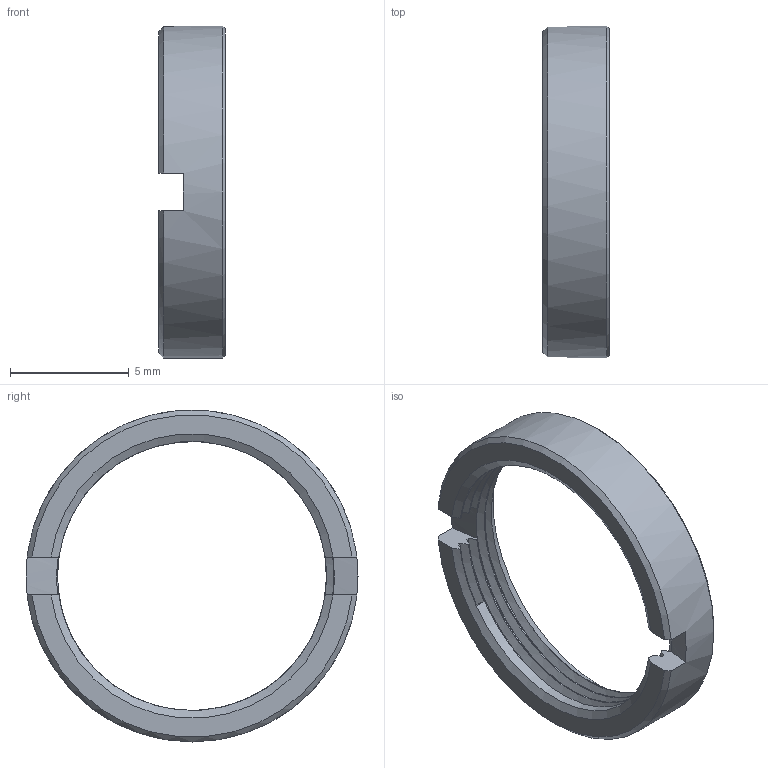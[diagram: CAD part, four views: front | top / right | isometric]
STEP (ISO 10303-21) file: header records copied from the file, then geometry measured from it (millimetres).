
FILE_DESCRIPTION(/* description */ (''),/* implementation_level */ '2;1');
FILE_NAME(/* name */ '01-5325-001.stp',/* time_stamp */ '2016-07-26T06:28:53+02:00',/* author */ (''),/* organization */ ('Franz Binder GmbH & Co.'),/* preprocessor_version */ 'ST-DEVELOPER v14',/* originating_system */ 'SIEMENS PLM Software NX 8.0',/* authorisation */ '');
FILE_SCHEMA (('AUTOMOTIVE_DESIGN { 1 0 10303 214 3 1 1 1 }'));
Length unit declared in the file: millimetre
Products named in the file (1): sgro14C43C10wmat
Bounding box: 2.8 x 14 x 14 mm (x, y, z)
Volume: 119.4 mm3; surface area: 348.9 mm2
Topology: 1 solids, 1 shells, 37 faces, 105 edges, 69 vertices
Faces by surface type: cylinder 13, bspline 9, plane 8, cone 7
Full cylindrical faces by diameter (mm): 14 x1
Entity records: 2808 total; most frequent: CARTESIAN_POINT 1947, ORIENTED_EDGE 200, DIRECTION 125, EDGE_CURVE 100, VERTEX_POINT 67, B_SPLINE_CURVE_WITH_KNOTS 52, AXIS2_PLACEMENT_3D 48, EDGE_LOOP 41
